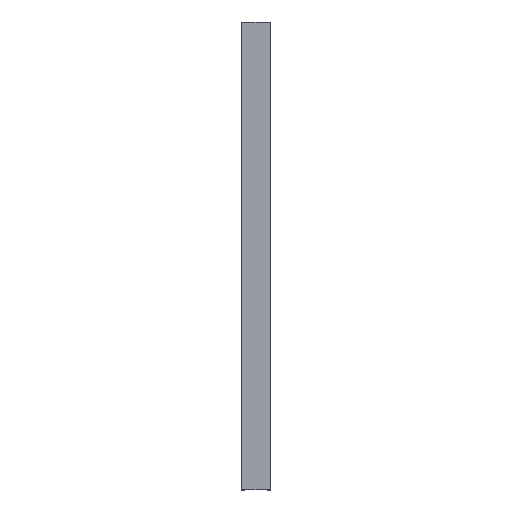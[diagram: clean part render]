
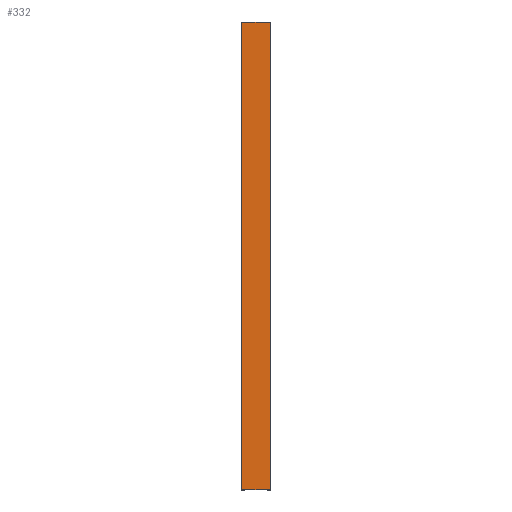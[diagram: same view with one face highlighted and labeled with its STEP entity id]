
A CAD part, top view. The second image highlights one B-rep face of the part: STEP entity #332.
In plain terms, the highlighted planar face has unit normal (0, 0, 1).
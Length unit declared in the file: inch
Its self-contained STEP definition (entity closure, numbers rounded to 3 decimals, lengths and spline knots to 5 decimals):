
#46=FACE_OUTER_BOUND('',#64,.T.);
#64=EDGE_LOOP('',(#247,#248,#249,#250));
#103=LINE('',#566,#135);
#104=LINE('',#568,#136);
#105=LINE('',#570,#137);
#106=LINE('',#571,#138);
#135=VECTOR('',#443,39.37008);
#136=VECTOR('',#444,39.37008);
#137=VECTOR('',#445,39.37008);
#138=VECTOR('',#446,39.37008);
#167=VERTEX_POINT('',#564);
#168=VERTEX_POINT('',#565);
#169=VERTEX_POINT('',#567);
#170=VERTEX_POINT('',#569);
#199=EDGE_CURVE('',#167,#168,#103,.T.);
#200=EDGE_CURVE('',#167,#169,#104,.T.);
#201=EDGE_CURVE('',#169,#170,#105,.T.);
#202=EDGE_CURVE('',#170,#168,#106,.T.);
#247=ORIENTED_EDGE('',*,*,#199,.F.);
#248=ORIENTED_EDGE('',*,*,#200,.T.);
#249=ORIENTED_EDGE('',*,*,#201,.T.);
#250=ORIENTED_EDGE('',*,*,#202,.T.);
#322=PLANE('',#370);
#332=ADVANCED_FACE('',(#46),#322,.F.);
#370=AXIS2_PLACEMENT_3D('',#563,#441,#442);
#441=DIRECTION('center_axis',(0.,0.,-1.));
#442=DIRECTION('ref_axis',(-1.,0.,0.));
#443=DIRECTION('',(1.,0.,0.));
#444=DIRECTION('',(0.,-1.,0.));
#445=DIRECTION('',(1.,0.,0.));
#446=DIRECTION('',(0.,1.,0.));
#563=CARTESIAN_POINT('Origin',(-1.5,48.,0.));
#564=CARTESIAN_POINT('',(-1.485,48.,0.));
#565=CARTESIAN_POINT('',(1.485,48.,0.));
#566=CARTESIAN_POINT('',(-1.5,48.,0.));
#567=CARTESIAN_POINT('',(-1.485,0.,0.));
#568=CARTESIAN_POINT('',(-1.485,48.,0.));
#569=CARTESIAN_POINT('',(1.485,0.,0.));
#570=CARTESIAN_POINT('',(-1.5,0.,0.));
#571=CARTESIAN_POINT('',(1.485,48.,0.));
